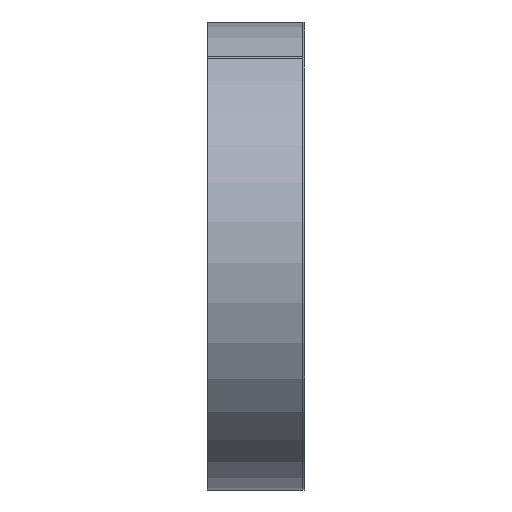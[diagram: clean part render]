
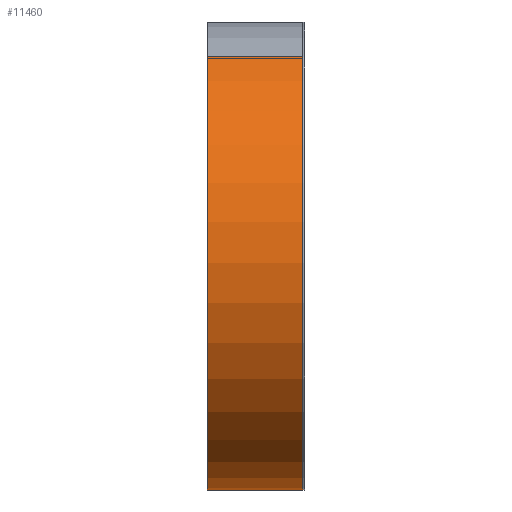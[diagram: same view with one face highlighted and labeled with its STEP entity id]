
A CAD part, left-side view. The second image highlights one B-rep face of the part: STEP entity #11460.
In plain terms, the highlighted cylindrical face has radius 125 mm (diameter 250 mm), a partial arc.
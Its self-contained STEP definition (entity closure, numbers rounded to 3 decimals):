
#11050=CARTESIAN_POINT('',(-598.5,439.,179.));
#11060=DIRECTION('',(0.,1.,0.));
#11070=DIRECTION('',(0.526,0.,
-0.851));
#11080=AXIS2_PLACEMENT_3D('',#11050,#11060,#11070);
#11090=CYLINDRICAL_SURFACE('',#11080,125.);
#11100=CARTESIAN_POINT('',(-664.194,439.,
285.345));
#11110=DIRECTION('',(0.,1.,0.));
#11120=VECTOR('',#11110,1.);
#11130=LINE('',#11100,#11120);
#11140=CARTESIAN_POINT('',(-664.194,439.,
285.345));
#11150=VERTEX_POINT('',#11140);
#11160=CARTESIAN_POINT('',(-664.194,490.,
285.345));
#11170=VERTEX_POINT('',#11160);
#11180=EDGE_CURVE('',#11150,#11170,#11130,.T.);
#11190=ORIENTED_EDGE('',*,*,#11180,.T.);
#11200=CARTESIAN_POINT('',(-598.5,439.,179.));
#11210=DIRECTION('',(0.,1.,0.));
#11220=DIRECTION('',(0.526,0.,
-0.851));
#11230=AXIS2_PLACEMENT_3D('',#11200,#11210,#11220);
#11240=CIRCLE('',#11230,125.);
#11250=CARTESIAN_POINT('',(-532.806,439.,
72.655));
#11260=VERTEX_POINT('',#11250);
#11270=EDGE_CURVE('',#11260,#11150,#11240,.T.);
#11280=ORIENTED_EDGE('',*,*,#11270,.T.);
#11290=CARTESIAN_POINT('',(-532.806,439.,
72.655));
#11300=DIRECTION('',(0.,1.,0.));
#11310=VECTOR('',#11300,1.);
#11320=LINE('',#11290,#11310);
#11330=CARTESIAN_POINT('',(-532.806,490.,
72.655));
#11340=VERTEX_POINT('',#11330);
#11350=EDGE_CURVE('',#11260,#11340,#11320,.T.);
#11360=ORIENTED_EDGE('',*,*,#11350,.F.);
#11370=CARTESIAN_POINT('',(-598.5,490.,179.));
#11380=DIRECTION('',(0.,1.,0.));
#11390=DIRECTION('',(0.526,0.,
-0.851));
#11400=AXIS2_PLACEMENT_3D('',#11370,#11380,#11390);
#11410=CIRCLE('',#11400,125.);
#11420=EDGE_CURVE('',#11340,#11170,#11410,.T.);
#11430=ORIENTED_EDGE('',*,*,#11420,.F.);
#11440=EDGE_LOOP('',(#11430,#11360,#11280,#11190));
#11450=FACE_OUTER_BOUND('',#11440,.T.);
#11460=ADVANCED_FACE('',(#11450),#11090,.T.);
